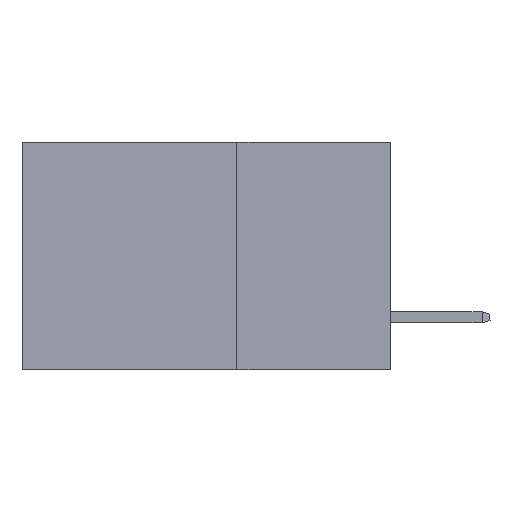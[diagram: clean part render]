
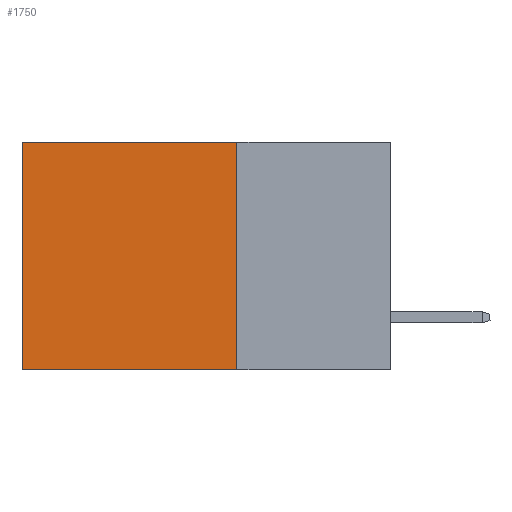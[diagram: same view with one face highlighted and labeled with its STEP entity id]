
A CAD part, left-side view. The second image highlights one B-rep face of the part: STEP entity #1750.
In plain terms, the highlighted planar face has unit normal (-1, 0, 0).
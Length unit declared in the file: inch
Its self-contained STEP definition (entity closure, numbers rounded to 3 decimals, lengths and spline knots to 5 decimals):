
#503 = DIRECTION ( 'NONE',  ( 1., 0., 0. ) ) ;
#936 = CARTESIAN_POINT ( 'NONE',  ( 0.2875, 0.6, 0. ) ) ;
#954 = ORIENTED_EDGE ( 'NONE', *, *, #6324, .T. ) ;
#1289 = ORIENTED_EDGE ( 'NONE', *, *, #7393, .F. ) ;
#1444 = ORIENTED_EDGE ( 'NONE', *, *, #2549, .F. ) ;
#1750 = ADVANCED_FACE ( 'NONE', ( #6903 ), #8806, .F. ) ;
#2132 = VECTOR ( 'NONE', #5980, 39.37008 ) ;
#2513 = VECTOR ( 'NONE', #3188, 39.37008 ) ;
#2549 = EDGE_CURVE ( 'NONE', #13129, #7277, #6974, .T. ) ;
#2746 = DIRECTION ( 'NONE',  ( 0., 0., -1. ) ) ;
#2776 = DIRECTION ( 'NONE',  ( 0., 1., 0. ) ) ;
#3188 = DIRECTION ( 'NONE',  ( 0., 0., -1. ) ) ;
#3221 = CARTESIAN_POINT ( 'NONE',  ( 0.2875, 0.25, 0. ) ) ;
#4299 = CARTESIAN_POINT ( 'NONE',  ( 0.2875, 0.6, 0. ) ) ;
#4365 = VECTOR ( 'NONE', #2746, 39.37008 ) ;
#4750 = EDGE_LOOP ( 'NONE', ( #954, #1289, #1444, #12415 ) ) ;
#4866 = VERTEX_POINT ( 'NONE', #4299 ) ;
#5026 = CARTESIAN_POINT ( 'NONE',  ( 0.2875, 0.25, 0. ) ) ;
#5091 = LINE ( 'NONE', #5026, #2132 ) ;
#5940 = CARTESIAN_POINT ( 'NONE',  ( 0.2875, 0.25, -0.37 ) ) ;
#5980 = DIRECTION ( 'NONE',  ( 0., 1., 0. ) ) ;
#6324 = EDGE_CURVE ( 'NONE', #4866, #8460, #13045, .T. ) ;
#6357 = DIRECTION ( 'NONE',  ( 0., 0., -1. ) ) ;
#6903 = FACE_OUTER_BOUND ( 'NONE', #4750, .T. ) ;
#6974 = LINE ( 'NONE', #8485, #4365 ) ;
#7277 = VERTEX_POINT ( 'NONE', #9569 ) ;
#7393 = EDGE_CURVE ( 'NONE', #7277, #8460, #7877, .T. ) ;
#7413 = CARTESIAN_POINT ( 'NONE',  ( 0.2875, 0.25, 0. ) ) ;
#7434 = EDGE_CURVE ( 'NONE', #13129, #4866, #5091, .T. ) ;
#7877 = LINE ( 'NONE', #5940, #13038 ) ;
#8460 = VERTEX_POINT ( 'NONE', #9448 ) ;
#8485 = CARTESIAN_POINT ( 'NONE',  ( 0.2875, 0.25, 0. ) ) ;
#8806 = PLANE ( 'NONE',  #10059 ) ;
#9448 = CARTESIAN_POINT ( 'NONE',  ( 0.2875, 0.6, -0.37 ) ) ;
#9569 = CARTESIAN_POINT ( 'NONE',  ( 0.2875, 0.25, -0.37 ) ) ;
#10059 = AXIS2_PLACEMENT_3D ( 'NONE', #3221, #503, #6357 ) ;
#12415 = ORIENTED_EDGE ( 'NONE', *, *, #7434, .T. ) ;
#13038 = VECTOR ( 'NONE', #2776, 39.37008 ) ;
#13045 = LINE ( 'NONE', #936, #2513 ) ;
#13129 = VERTEX_POINT ( 'NONE', #7413 ) ;
